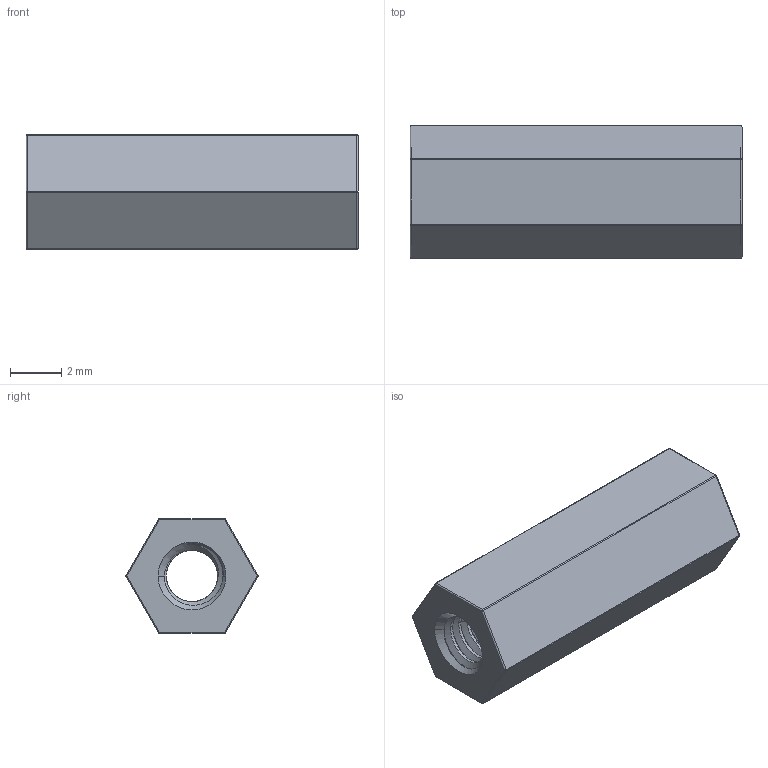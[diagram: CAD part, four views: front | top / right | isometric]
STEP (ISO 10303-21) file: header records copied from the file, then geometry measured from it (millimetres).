
FILE_DESCRIPTION((''),'2;1');
FILE_NAME('001_ROUND_HEX_STANDOFFS','2019-04-16T',('SYSTEM'),(''),'PRO/ENGINEER BY PARAMETRIC TECHNOLOGY CORPORATION, 2016360','PRO/ENGINEER BY PARAMETRIC TECHNOLOGY CORPORATION, 2016360','');
FILE_SCHEMA(('AUTOMOTIVE_DESIGN { 1 0 10303 214 1 1 1 1 }'));
Length unit declared in the file: millimetre
Products named in the file (1): 001_ROUND_HEX_STANDOFFS
Bounding box: 13 x 5.18 x 4.5 mm (x, y, z)
Volume: 176.4 mm3; surface area: 376.7 mm2
Topology: 1 solids, 1 shells, 120 faces, 304 edges, 186 vertices
Faces by surface type: cylinder 72, bspline 24, sphere 12, plane 8, cone 4
Entity records: 13535 total; most frequent: CARTESIAN_POINT 10769, ORIENTED_EDGE 608, DIRECTION 383, EDGE_CURVE 304, VERTEX_POINT 186, B_SPLINE_CURVE_WITH_KNOTS 155, AXIS2_PLACEMENT_3D 138, EDGE_LOOP 122
